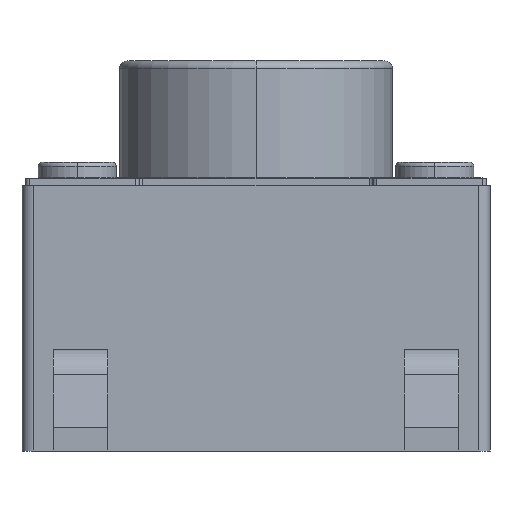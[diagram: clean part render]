
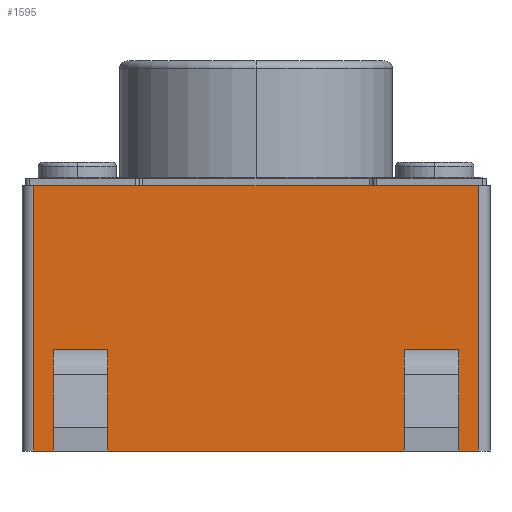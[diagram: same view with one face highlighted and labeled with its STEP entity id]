
A CAD part, left-side view. The second image highlights one B-rep face of the part: STEP entity #1595.
In plain terms, the highlighted planar face has unit normal (-1, 0, 0).
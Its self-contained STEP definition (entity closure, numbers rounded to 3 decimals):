
#1042 = VERTEX_POINT ( 'NONE', #2915 ) ;
#1234 = EDGE_CURVE ( 'NONE', #1042, #1235, #3239, .T. ) ;
#1235 = VERTEX_POINT ( 'NONE', #3234 ) ;
#1416 = EDGE_CURVE ( 'NONE', #1602, #1441, #3013, .T. ) ;
#1418 = ORIENTED_EDGE ( 'NONE', *, *, #1420, .T. ) ;
#1420 = EDGE_CURVE ( 'NONE', #1491, #1422, #3660, .T. ) ;
#1422 = VERTEX_POINT ( 'NONE', #3646 ) ;
#1425 = ORIENTED_EDGE ( 'NONE', *, *, #1427, .F. ) ;
#1427 = EDGE_CURVE ( 'NONE', #1486, #1422, #3732, .T. ) ;
#1431 = EDGE_LOOP ( 'NONE', ( #1583, #1584, #1714, #1720 ) ) ;
#1441 = VERTEX_POINT ( 'NONE', #3659 ) ;
#1442 = ORIENTED_EDGE ( 'NONE', *, *, #1443, .F. ) ;
#1443 = EDGE_CURVE ( 'NONE', #1444, #1602, #3823, .T. ) ;
#1444 = VERTEX_POINT ( 'NONE', #3651 ) ;
#1445 = ORIENTED_EDGE ( 'NONE', *, *, #1447, .T. ) ;
#1447 = EDGE_CURVE ( 'NONE', #1444, #1448, #3829, .T. ) ;
#1448 = VERTEX_POINT ( 'NONE', #3723 ) ;
#1450 = EDGE_LOOP ( 'NONE', ( #1479, #1489, #1418, #1425 ) ) ;
#1476 = ORIENTED_EDGE ( 'NONE', *, *, #1477, .T. ) ;
#1477 = EDGE_CURVE ( 'NONE', #1448, #1441, #3701, .T. ) ;
#1479 = ORIENTED_EDGE ( 'NONE', *, *, #1481, .F. ) ;
#1481 = EDGE_CURVE ( 'NONE', #1484, #1486, #3697, .T. ) ;
#1484 = VERTEX_POINT ( 'NONE', #3804 ) ;
#1486 = VERTEX_POINT ( 'NONE', #3803 ) ;
#1489 = ORIENTED_EDGE ( 'NONE', *, *, #1490, .T. ) ;
#1490 = EDGE_CURVE ( 'NONE', #1484, #1491, #3802, .T. ) ;
#1491 = VERTEX_POINT ( 'NONE', #3754 ) ;
#1583 = ORIENTED_EDGE ( 'NONE', *, *, #1234, .F. ) ;
#1584 = ORIENTED_EDGE ( 'NONE', *, *, #1585, .T. ) ;
#1585 = EDGE_CURVE ( 'NONE', #1042, #1713, #3633, .T. ) ;
#1587 = EDGE_LOOP ( 'NONE', ( #1596, #1442, #1445, #1476 ) ) ;
#1595 = ADVANCED_FACE ( 'NONE', ( #3943, #3945, #3971 ), #4018, .F. ) ;
#1596 = ORIENTED_EDGE ( 'NONE', *, *, #1416, .F. ) ;
#1602 = VERTEX_POINT ( 'NONE', #4008 ) ;
#1713 = VERTEX_POINT ( 'NONE', #3875 ) ;
#1714 = ORIENTED_EDGE ( 'NONE', *, *, #1715, .T. ) ;
#1715 = EDGE_CURVE ( 'NONE', #1713, #1716, #3874, .T. ) ;
#1716 = VERTEX_POINT ( 'NONE', #3867 ) ;
#1720 = ORIENTED_EDGE ( 'NONE', *, *, #1722, .T. ) ;
#1722 = EDGE_CURVE ( 'NONE', #1716, #1235, #3866, .T. ) ;
#2915 = CARTESIAN_POINT ( 'NONE',  ( -3., 2.85, 3.4 ) ) ;
#3005 = DIRECTION ( 'NONE',  ( 0., 1., 0. ) ) ;
#3006 = VECTOR ( 'NONE', #3005, 1000. ) ;
#3012 = CARTESIAN_POINT ( 'NONE',  ( -3., 1.9, 1.3 ) ) ;
#3013 = LINE ( 'NONE', #3012, #3006 ) ;
#3234 = CARTESIAN_POINT ( 'NONE',  ( -3., -2.85, 3.4 ) ) ;
#3236 = DIRECTION ( 'NONE',  ( 0., -1., 0. ) ) ;
#3237 = VECTOR ( 'NONE', #3236, 1000. ) ;
#3238 = CARTESIAN_POINT ( 'NONE',  ( -3., 3., 3.4 ) ) ;
#3239 = LINE ( 'NONE', #3238, #3237 ) ;
#3627 = DIRECTION ( 'NONE',  ( 0., -1., 0. ) ) ;
#3630 = DIRECTION ( 'NONE',  ( 0., 0., -1. ) ) ;
#3631 = VECTOR ( 'NONE', #3630, 1000. ) ;
#3632 = CARTESIAN_POINT ( 'NONE',  ( -3., 2.85, 3.4 ) ) ;
#3633 = LINE ( 'NONE', #3632, #3631 ) ;
#3644 = VECTOR ( 'NONE', #3627, 1000. ) ;
#3645 = CARTESIAN_POINT ( 'NONE',  ( -3., -1.9, 1.3 ) ) ;
#3646 = CARTESIAN_POINT ( 'NONE',  ( -3., -2.6, 1.3 ) ) ;
#3651 = CARTESIAN_POINT ( 'NONE',  ( -3., 1.9, 1. ) ) ;
#3652 = DIRECTION ( 'NONE',  ( 0., 0., 1. ) ) ;
#3653 = VECTOR ( 'NONE', #3652, 1000. ) ;
#3659 = CARTESIAN_POINT ( 'NONE',  ( -3., 2.6, 1.3 ) ) ;
#3660 = LINE ( 'NONE', #3645, #3644 ) ;
#3687 = DIRECTION ( 'NONE',  ( 0., 0., 1. ) ) ;
#3688 = VECTOR ( 'NONE', #3687, 1000. ) ;
#3696 = CARTESIAN_POINT ( 'NONE',  ( -3., -1.9, 1. ) ) ;
#3697 = LINE ( 'NONE', #3696, #3806 ) ;
#3698 = DIRECTION ( 'NONE',  ( 0., 0., 1. ) ) ;
#3699 = VECTOR ( 'NONE', #3698, 1000. ) ;
#3700 = CARTESIAN_POINT ( 'NONE',  ( -3., 2.6, 1.3 ) ) ;
#3701 = LINE ( 'NONE', #3700, #3699 ) ;
#3723 = CARTESIAN_POINT ( 'NONE',  ( -3., 2.6, 1. ) ) ;
#3724 = DIRECTION ( 'NONE',  ( 0., 1., 0. ) ) ;
#3725 = VECTOR ( 'NONE', #3724, 1000. ) ;
#3731 = CARTESIAN_POINT ( 'NONE',  ( -3., -2.6, 1.3 ) ) ;
#3732 = LINE ( 'NONE', #3731, #3688 ) ;
#3754 = CARTESIAN_POINT ( 'NONE',  ( -3., -1.9, 1.3 ) ) ;
#3755 = DIRECTION ( 'NONE',  ( 0., 0., 1. ) ) ;
#3756 = VECTOR ( 'NONE', #3755, 1000. ) ;
#3757 = CARTESIAN_POINT ( 'NONE',  ( -3., -1.9, 1.3 ) ) ;
#3802 = LINE ( 'NONE', #3757, #3756 ) ;
#3803 = CARTESIAN_POINT ( 'NONE',  ( -3., -2.6, 1. ) ) ;
#3804 = CARTESIAN_POINT ( 'NONE',  ( -3., -1.9, 1. ) ) ;
#3805 = DIRECTION ( 'NONE',  ( 0., -1., 0. ) ) ;
#3806 = VECTOR ( 'NONE', #3805, 1000. ) ;
#3822 = CARTESIAN_POINT ( 'NONE',  ( -3., 1.9, 1.3 ) ) ;
#3823 = LINE ( 'NONE', #3822, #3653 ) ;
#3828 = CARTESIAN_POINT ( 'NONE',  ( -3., 1.9, 1. ) ) ;
#3829 = LINE ( 'NONE', #3828, #3725 ) ;
#3863 = DIRECTION ( 'NONE',  ( 0., 0., 1. ) ) ;
#3864 = VECTOR ( 'NONE', #3863, 1000. ) ;
#3865 = CARTESIAN_POINT ( 'NONE',  ( -3., -2.85, 3.4 ) ) ;
#3866 = LINE ( 'NONE', #3865, #3864 ) ;
#3867 = CARTESIAN_POINT ( 'NONE',  ( -3., -2.85, 0. ) ) ;
#3868 = DIRECTION ( 'NONE',  ( 0., -1., 0. ) ) ;
#3869 = VECTOR ( 'NONE', #3868, 1000. ) ;
#3873 = CARTESIAN_POINT ( 'NONE',  ( -3., 3., 0. ) ) ;
#3874 = LINE ( 'NONE', #3873, #3869 ) ;
#3875 = CARTESIAN_POINT ( 'NONE',  ( -3., 2.85, 0. ) ) ;
#3943 = FACE_BOUND ( 'NONE', #1587, .T. ) ;
#3945 = FACE_BOUND ( 'NONE', #1450, .T. ) ;
#3961 = DIRECTION ( 'NONE',  ( 0., 1., 0. ) ) ;
#3971 = FACE_OUTER_BOUND ( 'NONE', #1431, .T. ) ;
#4008 = CARTESIAN_POINT ( 'NONE',  ( -3., 1.9, 1.3 ) ) ;
#4015 = DIRECTION ( 'NONE',  ( 1., 0., 0. ) ) ;
#4016 = CARTESIAN_POINT ( 'NONE',  ( -3., 3., 3.4 ) ) ;
#4017 = AXIS2_PLACEMENT_3D ( 'NONE', #4016, #4015, #3961 ) ;
#4018 = PLANE ( 'NONE',  #4017 ) ;
